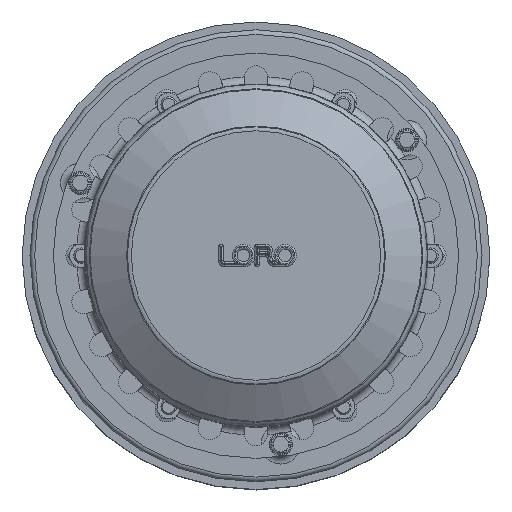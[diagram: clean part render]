
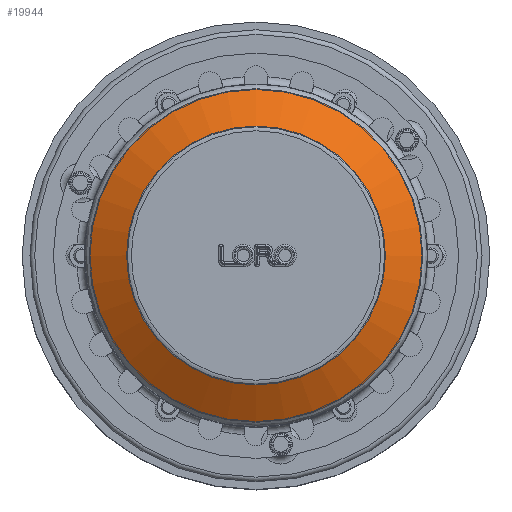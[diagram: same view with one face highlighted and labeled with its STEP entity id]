
A CAD part, top view. The second image highlights one B-rep face of the part: STEP entity #19944.
In plain terms, the highlighted conical face has half-angle 59.744 degrees and reference radius 950.348 mm.
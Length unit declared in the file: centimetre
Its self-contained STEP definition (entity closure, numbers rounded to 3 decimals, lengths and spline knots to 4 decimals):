
#2616=FACE_OUTER_BOUND('',#4037,.T.);
#4037=EDGE_LOOP('',(#17301,#17302,#17303,#17304,#17305,#17306));
#5180=LINE('',#40973,#6262);
#6262=VECTOR('',#27950,95.0348);
#7474=CIRCLE('',#22314,83.0464);
#7477=CIRCLE('',#22317,83.0464);
#7478=CIRCLE('',#22319,107.0232);
#7479=CIRCLE('',#22320,107.0232);
#9203=VERTEX_POINT('',#40961);
#9204=VERTEX_POINT('',#40962);
#9206=VERTEX_POINT('',#40969);
#9207=VERTEX_POINT('',#40970);
#11981=EDGE_CURVE('',#9203,#9204,#7474,.T.);
#11984=EDGE_CURVE('',#9204,#9203,#7477,.T.);
#11985=EDGE_CURVE('',#9206,#9207,#7478,.T.);
#11986=EDGE_CURVE('',#9207,#9206,#7479,.T.);
#11987=EDGE_CURVE('',#9207,#9204,#5180,.T.);
#17301=ORIENTED_EDGE('',*,*,#11985,.F.);
#17302=ORIENTED_EDGE('',*,*,#11986,.F.);
#17303=ORIENTED_EDGE('',*,*,#11987,.T.);
#17304=ORIENTED_EDGE('',*,*,#11984,.T.);
#17305=ORIENTED_EDGE('',*,*,#11981,.T.);
#17306=ORIENTED_EDGE('',*,*,#11987,.F.);
#18838=CONICAL_SURFACE('',#22318,95.0348,1.043);
#19944=ADVANCED_FACE('',(#2616),#18838,.T.);
#22314=AXIS2_PLACEMENT_3D('',#40963,#27936,#27937);
#22317=AXIS2_PLACEMENT_3D('',#40967,#27942,#27943);
#22318=AXIS2_PLACEMENT_3D('',#40968,#27944,#27945);
#22319=AXIS2_PLACEMENT_3D('',#40971,#27946,#27947);
#22320=AXIS2_PLACEMENT_3D('',#40972,#27948,#27949);
#27936=DIRECTION('center_axis',(0.,0.,
-1.));
#27937=DIRECTION('ref_axis',(1.,0.,0.));
#27942=DIRECTION('center_axis',(0.,0.,
-1.));
#27943=DIRECTION('ref_axis',(1.,0.,0.));
#27944=DIRECTION('center_axis',(0.,0.,
-1.));
#27945=DIRECTION('ref_axis',(-1.,0.,0.));
#27946=DIRECTION('center_axis',(0.,0.,
-1.));
#27947=DIRECTION('ref_axis',(1.,0.,0.));
#27948=DIRECTION('center_axis',(0.,0.,
-1.));
#27949=DIRECTION('ref_axis',(1.,0.,0.));
#27950=DIRECTION('',(-0.864,0.,0.504));
#40961=CARTESIAN_POINT('',(1103.9401,318.147,263.0441));
#40962=CARTESIAN_POINT('',(1186.9865,401.1934,263.0441));
#40963=CARTESIAN_POINT('Origin',(1103.9401,401.1934,263.0441));
#40967=CARTESIAN_POINT('Origin',(1103.9401,401.1934,263.0441));
#40968=CARTESIAN_POINT('Origin',(1103.9401,401.1934,256.0509));
#40969=CARTESIAN_POINT('',(1103.9401,294.1702,249.0576));
#40970=CARTESIAN_POINT('',(1210.9633,401.1934,249.0576));
#40971=CARTESIAN_POINT('Origin',(1103.9401,401.1934,249.0576));
#40972=CARTESIAN_POINT('Origin',(1103.9401,401.1934,249.0576));
#40973=CARTESIAN_POINT('',(1198.9749,401.1934,256.0509));
